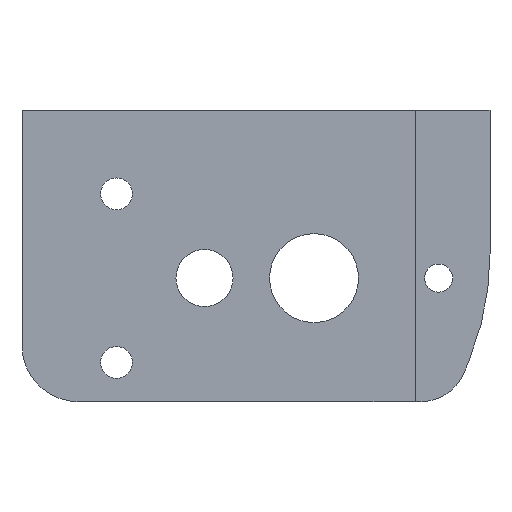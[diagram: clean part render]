
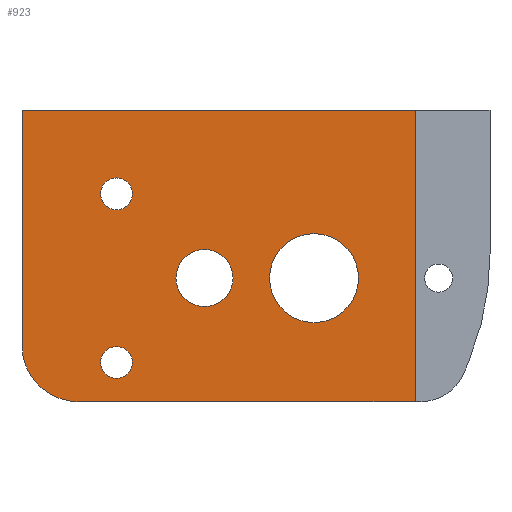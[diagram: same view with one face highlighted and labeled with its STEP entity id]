
A CAD part, left-side view. The second image highlights one B-rep face of the part: STEP entity #923.
In plain terms, the highlighted planar face has unit normal (-1, 0, 0).
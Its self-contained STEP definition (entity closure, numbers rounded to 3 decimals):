
#285 = VERTEX_POINT('',#286);
#286 = CARTESIAN_POINT('',(-21.6,-170.475,-6.));
#292 = EDGE_CURVE('',#293,#285,#295,.T.);
#293 = VERTEX_POINT('',#294);
#294 = CARTESIAN_POINT('',(-21.6,-128.475,-6.));
#295 = LINE('',#296,#297);
#296 = CARTESIAN_POINT('',(-21.6,-128.475,-6.));
#297 = VECTOR('',#298,1.);
#298 = DIRECTION('',(0.,-1.,0.));
#410 = VERTEX_POINT('',#411);
#411 = CARTESIAN_POINT('',(-21.6,-170.475,-37.125));
#417 = EDGE_CURVE('',#418,#410,#420,.T.);
#418 = VERTEX_POINT('',#419);
#419 = CARTESIAN_POINT('',(-21.6,-134.475,-37.125));
#420 = LINE('',#421,#422);
#421 = CARTESIAN_POINT('',(-21.6,-149.475,-37.125));
#422 = VECTOR('',#423,1.);
#423 = DIRECTION('',(0.,-1.,0.));
#441 = VERTEX_POINT('',#442);
#442 = CARTESIAN_POINT('',(-21.6,-128.475,-31.125));
#448 = EDGE_CURVE('',#418,#441,#449,.T.);
#449 = CIRCLE('',#450,6.);
#450 = AXIS2_PLACEMENT_3D('',#451,#452,#453);
#451 = CARTESIAN_POINT('',(-21.6,-134.475,-31.125));
#452 = DIRECTION('',(1.,-0.,0.));
#453 = DIRECTION('',(0.,0.,-1.));
#481 = EDGE_CURVE('',#293,#441,#482,.T.);
#482 = LINE('',#483,#484);
#483 = CARTESIAN_POINT('',(-21.6,-128.475,-6.));
#484 = VECTOR('',#485,1.);
#485 = DIRECTION('',(0.,0.,-1.));
#702 = EDGE_CURVE('',#703,#703,#705,.T.);
#703 = VERTEX_POINT('',#704);
#704 = CARTESIAN_POINT('',(-21.6,-164.425,-23.925));
#705 = CIRCLE('',#706,4.75);
#706 = AXIS2_PLACEMENT_3D('',#707,#708,#709);
#707 = CARTESIAN_POINT('',(-21.6,-159.675,-23.925));
#708 = DIRECTION('',(-1.,0.,0.));
#709 = DIRECTION('',(0.,-1.,0.));
#727 = EDGE_CURVE('',#728,#728,#730,.T.);
#728 = VERTEX_POINT('',#729);
#729 = CARTESIAN_POINT('',(-21.6,-151.025,-23.925));
#730 = CIRCLE('',#731,3.05);
#731 = AXIS2_PLACEMENT_3D('',#732,#733,#734);
#732 = CARTESIAN_POINT('',(-21.6,-147.975,-23.925));
#733 = DIRECTION('',(-1.,0.,0.));
#734 = DIRECTION('',(0.,-1.,0.));
#923 = ADVANCED_FACE('',(#924,#936,#947,#950,#961),#964,.T.);
#924 = FACE_BOUND('',#925,.T.);
#925 = EDGE_LOOP('',(#926,#927,#928,#929,#935));
#926 = ORIENTED_EDGE('',*,*,#481,.T.);
#927 = ORIENTED_EDGE('',*,*,#448,.F.);
#928 = ORIENTED_EDGE('',*,*,#417,.T.);
#929 = ORIENTED_EDGE('',*,*,#930,.F.);
#930 = EDGE_CURVE('',#285,#410,#931,.T.);
#931 = LINE('',#932,#933);
#932 = CARTESIAN_POINT('',(-21.6,-170.475,-6.));
#933 = VECTOR('',#934,1.);
#934 = DIRECTION('',(0.,0.,-1.));
#935 = ORIENTED_EDGE('',*,*,#292,.F.);
#936 = FACE_BOUND('',#937,.T.);
#937 = EDGE_LOOP('',(#938));
#938 = ORIENTED_EDGE('',*,*,#939,.F.);
#939 = EDGE_CURVE('',#940,#940,#942,.T.);
#940 = VERTEX_POINT('',#941);
#941 = CARTESIAN_POINT('',(-21.6,-138.575,-34.625));
#942 = CIRCLE('',#943,1.7);
#943 = AXIS2_PLACEMENT_3D('',#944,#945,#946);
#944 = CARTESIAN_POINT('',(-21.6,-138.575,-32.925));
#945 = DIRECTION('',(-1.,-0.,-0.));
#946 = DIRECTION('',(0.,0.,-1.));
#947 = FACE_BOUND('',#948,.T.);
#948 = EDGE_LOOP('',(#949));
#949 = ORIENTED_EDGE('',*,*,#727,.F.);
#950 = FACE_BOUND('',#951,.T.);
#951 = EDGE_LOOP('',(#952));
#952 = ORIENTED_EDGE('',*,*,#953,.F.);
#953 = EDGE_CURVE('',#954,#954,#956,.T.);
#954 = VERTEX_POINT('',#955);
#955 = CARTESIAN_POINT('',(-21.6,-138.575,-16.625));
#956 = CIRCLE('',#957,1.7);
#957 = AXIS2_PLACEMENT_3D('',#958,#959,#960);
#958 = CARTESIAN_POINT('',(-21.6,-138.575,-14.925));
#959 = DIRECTION('',(-1.,-0.,-0.));
#960 = DIRECTION('',(0.,0.,-1.));
#961 = FACE_BOUND('',#962,.T.);
#962 = EDGE_LOOP('',(#963));
#963 = ORIENTED_EDGE('',*,*,#702,.F.);
#964 = PLANE('',#965);
#965 = AXIS2_PLACEMENT_3D('',#966,#967,#968);
#966 = CARTESIAN_POINT('',(-21.6,-128.475,-6.));
#967 = DIRECTION('',(-1.,-0.,-0.));
#968 = DIRECTION('',(0.,-1.,0.));
